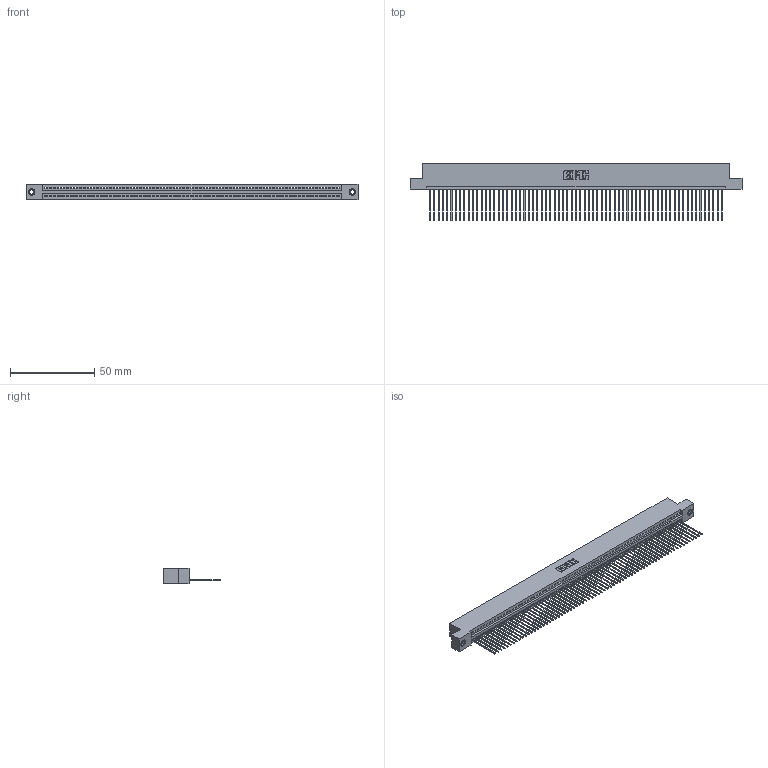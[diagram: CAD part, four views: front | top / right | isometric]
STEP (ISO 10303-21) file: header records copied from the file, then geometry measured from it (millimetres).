
FILE_DESCRIPTION (( 'STEP AP203' ), '1' );
FILE_NAME ('345-069-541-107.STEP', '2019-10-12T11:50:56', ( '' ), ( '' ), 'SwSTEP 2.0', 'SolidWorks 2016', '' );
FILE_SCHEMA (( 'CONFIG_CONTROL_DESIGN' ));
Length unit declared in the file: inch
Products named in the file (4): 345-250-001_345-250-005-103; 345-292-001_345-293-141; 345 Part_Flush Mounting Lugs - 0.156 Dia-TI; 345-069-541-107
Assembly tree (72 placements, depth 2):
  345-069-541-107
    345 Part_Flush Mounting Lugs - 0.156 Dia-TI
    345-292-001_345-293-141  x69
    345-250-001_345-250-005-103  x2
Bounding box: 196.47 x 33.96 x 9.4 mm (x, y, z)
Volume: 19096.2 mm3; surface area: 27116.3 mm2
Topology: 72 solids, 72 shells, 4188 faces, 12621 edges, 8314 vertices
Faces by surface type: plane 2872, cylinder 1300, cone 12, torus 4
Entity records: 49500 total; most frequent: CARTESIAN_POINT 8554, ORIENTED_EDGE 8550, DIRECTION 7459, EDGE_CURVE 4275, LINE 3847, VECTOR 3847, VERTEX_POINT 2844, AXIS2_PLACEMENT_3D 1806
